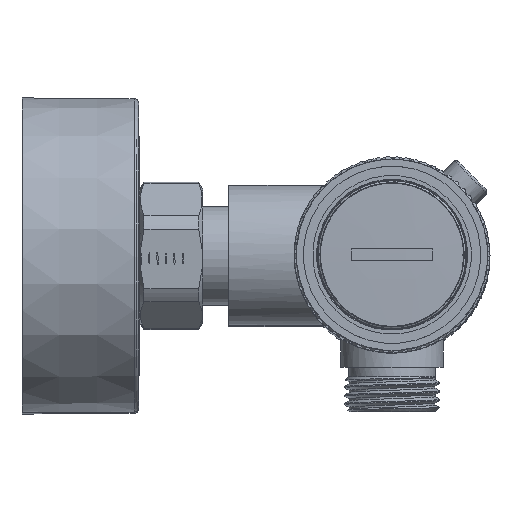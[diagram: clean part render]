
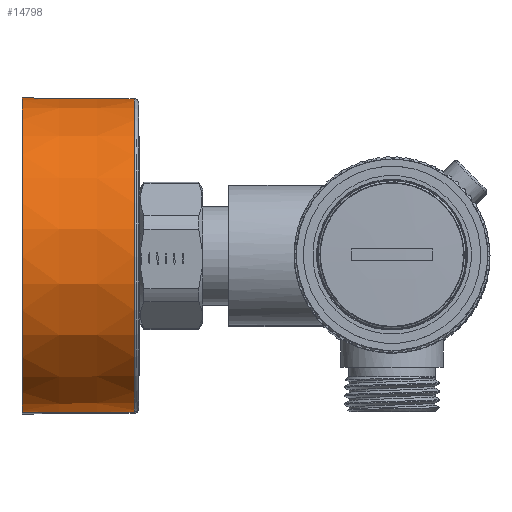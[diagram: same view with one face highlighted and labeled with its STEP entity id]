
A CAD part, top view. The second image highlights one B-rep face of the part: STEP entity #14798.
In plain terms, the highlighted conical face has half-angle 0.344 degrees and reference radius 33.75 mm.
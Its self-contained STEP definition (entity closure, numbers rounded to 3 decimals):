
#66 = CIRCLE ( 'NONE', #131529, 33.606 ) ;
#1146 = CARTESIAN_POINT ( 'NONE',  ( -79.31, 0., 75. ) ) ;
#5942 = DIRECTION ( 'NONE',  ( -1., 0., 0. ) ) ;
#10823 = CARTESIAN_POINT ( 'NONE',  ( -79.31, 0., 75. ) ) ;
#12363 = AXIS2_PLACEMENT_3D ( 'NONE', #10823, #82206, #99219 ) ;
#14798 = ADVANCED_FACE ( 'NONE', ( #224970, #227394 ), #132714, .T. ) ;
#34048 = EDGE_LOOP ( 'NONE', ( #212801 ) ) ;
#34369 = CARTESIAN_POINT ( 'NONE',  ( -55.295, 31.465, 86.803 ) ) ;
#39809 = EDGE_LOOP ( 'NONE', ( #174551 ) ) ;
#59118 = DIRECTION ( 'NONE',  ( 0., -0.936, -0.351 ) ) ;
#64473 = VERTEX_POINT ( 'NONE', #178266 ) ;
#82206 = DIRECTION ( 'NONE',  ( -1., 0., 0. ) ) ;
#99219 = DIRECTION ( 'NONE',  ( 0., -0.936, -0.351 ) ) ;
#108706 = EDGE_CURVE ( 'NONE', #200239, #200239, #66, .T. ) ;
#131529 = AXIS2_PLACEMENT_3D ( 'NONE', #215093, #233255, #232065 ) ;
#132714 = CONICAL_SURFACE ( 'NONE', #217658, 33.75, 0.006 ) ;
#157964 = EDGE_CURVE ( 'NONE', #64473, #64473, #201696, .T. ) ;
#174551 = ORIENTED_EDGE ( 'NONE', *, *, #157964, .F. ) ;
#178266 = CARTESIAN_POINT ( 'NONE',  ( -79.31, -31.6, 63.146 ) ) ;
#200239 = VERTEX_POINT ( 'NONE', #34369 ) ;
#201696 = CIRCLE ( 'NONE', #12363, 33.75 ) ;
#212801 = ORIENTED_EDGE ( 'NONE', *, *, #108706, .T. ) ;
#215093 = CARTESIAN_POINT ( 'NONE',  ( -55.295, 0., 75. ) ) ;
#217658 = AXIS2_PLACEMENT_3D ( 'NONE', #1146, #5942, #59118 ) ;
#224970 = FACE_BOUND ( 'NONE', #34048, .T. ) ;
#227394 = FACE_OUTER_BOUND ( 'NONE', #39809, .T. ) ;
#232065 = DIRECTION ( 'NONE',  ( 0., 0.936, 0.351 ) ) ;
#233255 = DIRECTION ( 'NONE',  ( -1., 0., 0. ) ) ;
